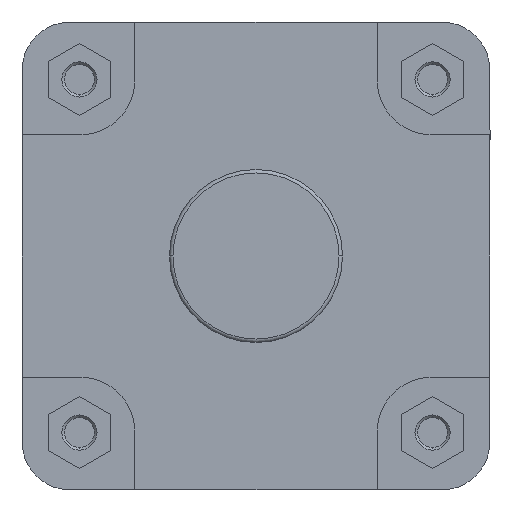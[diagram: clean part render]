
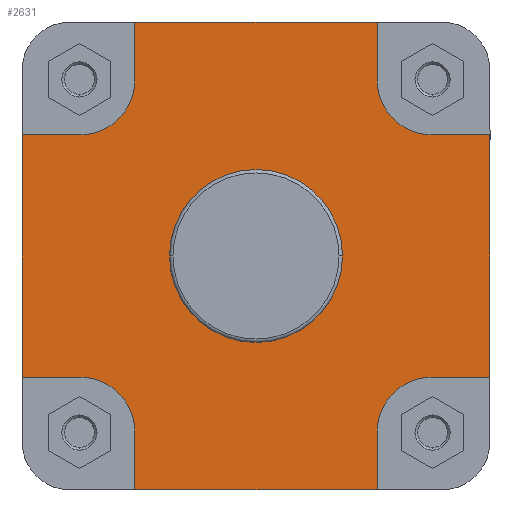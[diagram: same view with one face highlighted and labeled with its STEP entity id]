
A CAD part, left-side view. The second image highlights one B-rep face of the part: STEP entity #2631.
In plain terms, the highlighted planar face has unit normal (-1, 0, 0).
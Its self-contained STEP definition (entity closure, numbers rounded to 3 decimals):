
#33 = LINE ( 'NONE', #6800, #35 ) ;
#35 = VECTOR ( 'NONE', #6808, 1000. ) ;
#44 = LINE ( 'NONE', #6822, #45 ) ;
#45 = VECTOR ( 'NONE', #6823, 1000. ) ;
#47 = VECTOR ( 'NONE', #6838, 1000. ) ;
#48 = VECTOR ( 'NONE', #6833, 1000. ) ;
#49 = CIRCLE ( 'NONE', #5080, 49.9 ) ;
#50 = LINE ( 'NONE', #6826, #48 ) ;
#51 = CIRCLE ( 'NONE', #5079, 31. ) ;
#52 = LINE ( 'NONE', #6837, #55 ) ;
#53 = LINE ( 'NONE', #6832, #47 ) ;
#54 = CIRCLE ( 'NONE', #5081, 31. ) ;
#55 = VECTOR ( 'NONE', #6839, 1000. ) ;
#56 = VECTOR ( 'NONE', #6847, 1000. ) ;
#57 = LINE ( 'NONE', #6841, #58 ) ;
#58 = VECTOR ( 'NONE', #6842, 1000. ) ;
#59 = LINE ( 'NONE', #6846, #62 ) ;
#60 = LINE ( 'NONE', #6840, #56 ) ;
#61 = CIRCLE ( 'NONE', #5083, 31. ) ;
#62 = VECTOR ( 'NONE', #6848, 1000. ) ;
#63 = VECTOR ( 'NONE', #6856, 1000. ) ;
#64 = LINE ( 'NONE', #6850, #65 ) ;
#65 = VECTOR ( 'NONE', #6851, 1000. ) ;
#66 = LINE ( 'NONE', #6855, #69 ) ;
#67 = LINE ( 'NONE', #6849, #63 ) ;
#68 = CIRCLE ( 'NONE', #5084, 31. ) ;
#69 = VECTOR ( 'NONE', #6858, 1000. ) ;
#71 = LINE ( 'NONE', #6860, #72 ) ;
#72 = VECTOR ( 'NONE', #6861, 1000. ) ;
#765 = CIRCLE ( 'NONE', #5234, 49.9 ) ;
#1067 = CARTESIAN_POINT ( 'NONE',  ( 14., -49.9, 0. ) ) ;
#1809 = CARTESIAN_POINT ( 'NONE',  ( 14., 0., 0. ) ) ;
#1810 = DIRECTION ( 'NONE',  ( -1., 0., 0. ) ) ;
#1811 = DIRECTION ( 'NONE',  ( 0., -1., 0. ) ) ;
#1953 = CARTESIAN_POINT ( 'NONE',  ( 14., 101., 70. ) ) ;
#1956 = CARTESIAN_POINT ( 'NONE',  ( 14., -70., 135. ) ) ;
#1974 = CARTESIAN_POINT ( 'NONE',  ( 14., 135., -70. ) ) ;
#1977 = CARTESIAN_POINT ( 'NONE',  ( 14., 135., 70. ) ) ;
#1978 = CARTESIAN_POINT ( 'NONE',  ( 14., 70., 101. ) ) ;
#1979 = CARTESIAN_POINT ( 'NONE',  ( 14., 70., 135. ) ) ;
#1980 = CARTESIAN_POINT ( 'NONE',  ( 14., -70., 101. ) ) ;
#1981 = CARTESIAN_POINT ( 'NONE',  ( 14., -101., 70. ) ) ;
#1982 = CARTESIAN_POINT ( 'NONE',  ( 14., -135., 70. ) ) ;
#1983 = CARTESIAN_POINT ( 'NONE',  ( 14., -135., -70. ) ) ;
#1984 = CARTESIAN_POINT ( 'NONE',  ( 14., -101., -70. ) ) ;
#1985 = CARTESIAN_POINT ( 'NONE',  ( 14., -70., -101. ) ) ;
#1986 = CARTESIAN_POINT ( 'NONE',  ( 14., -70., -135. ) ) ;
#1987 = CARTESIAN_POINT ( 'NONE',  ( 14., 70., -135. ) ) ;
#1988 = CARTESIAN_POINT ( 'NONE',  ( 14., 101., -70. ) ) ;
#1989 = CARTESIAN_POINT ( 'NONE',  ( 14., 70., -101. ) ) ;
#2631 = ADVANCED_FACE ( 'NONE', ( #3695, #3698 ), #6562, .F. ) ;
#3020 = EDGE_LOOP ( 'NONE', ( #3126, #3125 ) ) ;
#3038 = EDGE_LOOP ( 'NONE', ( #3124, #3123, #3122, #3121, #3120, #3119, #3118, #3117, #3116, #3115, #3114, #3113, #3112, #3111, #3110, #3109 ) ) ;
#3109 = ORIENTED_EDGE ( 'NONE', *, *, #4052, .F. ) ;
#3110 = ORIENTED_EDGE ( 'NONE', *, *, #4051, .F. ) ;
#3111 = ORIENTED_EDGE ( 'NONE', *, *, #4050, .F. ) ;
#3112 = ORIENTED_EDGE ( 'NONE', *, *, #4049, .F. ) ;
#3113 = ORIENTED_EDGE ( 'NONE', *, *, #4048, .F. ) ;
#3114 = ORIENTED_EDGE ( 'NONE', *, *, #4047, .F. ) ;
#3115 = ORIENTED_EDGE ( 'NONE', *, *, #4046, .F. ) ;
#3116 = ORIENTED_EDGE ( 'NONE', *, *, #4045, .F. ) ;
#3117 = ORIENTED_EDGE ( 'NONE', *, *, #4044, .F. ) ;
#3118 = ORIENTED_EDGE ( 'NONE', *, *, #4043, .T. ) ;
#3119 = ORIENTED_EDGE ( 'NONE', *, *, #4042, .F. ) ;
#3120 = ORIENTED_EDGE ( 'NONE', *, *, #4041, .F. ) ;
#3121 = ORIENTED_EDGE ( 'NONE', *, *, #4036, .F. ) ;
#3122 = ORIENTED_EDGE ( 'NONE', *, *, #4040, .T. ) ;
#3123 = ORIENTED_EDGE ( 'NONE', *, *, #4030, .F. ) ;
#3124 = ORIENTED_EDGE ( 'NONE', *, *, #4039, .F. ) ;
#3125 = ORIENTED_EDGE ( 'NONE', *, *, #4038, .F. ) ;
#3126 = ORIENTED_EDGE ( 'NONE', *, *, #4723, .F. ) ;
#3695 = FACE_BOUND ( 'NONE', #3020, .T. ) ;
#3698 = FACE_OUTER_BOUND ( 'NONE', #3038, .T. ) ;
#3790 = VERTEX_POINT ( 'NONE', #6749 ) ;
#4030 = EDGE_CURVE ( 'NONE', #5380, #5382, #33, .T. ) ;
#4036 = EDGE_CURVE ( 'NONE', #5378, #5379, #44, .T. ) ;
#4038 = EDGE_CURVE ( 'NONE', #3790, #4187, #49, .T. ) ;
#4039 = EDGE_CURVE ( 'NONE', #5382, #5381, #51, .T. ) ;
#4040 = EDGE_CURVE ( 'NONE', #5380, #5379, #50, .T. ) ;
#4041 = EDGE_CURVE ( 'NONE', #5377, #5378, #54, .T. ) ;
#4042 = EDGE_CURVE ( 'NONE', #5376, #5377, #53, .T. ) ;
#4043 = EDGE_CURVE ( 'NONE', #5376, #5375, #52, .T. ) ;
#4044 = EDGE_CURVE ( 'NONE', #5374, #5375, #57, .T. ) ;
#4045 = EDGE_CURVE ( 'NONE', #5373, #5374, #61, .T. ) ;
#4046 = EDGE_CURVE ( 'NONE', #5372, #5373, #60, .T. ) ;
#4047 = EDGE_CURVE ( 'NONE', #5371, #5372, #59, .T. ) ;
#4048 = EDGE_CURVE ( 'NONE', #5369, #5371, #64, .T. ) ;
#4049 = EDGE_CURVE ( 'NONE', #5368, #5369, #68, .T. ) ;
#4050 = EDGE_CURVE ( 'NONE', #5367, #5368, #67, .T. ) ;
#4051 = EDGE_CURVE ( 'NONE', #5366, #5367, #66, .T. ) ;
#4052 = EDGE_CURVE ( 'NONE', #5381, #5366, #71, .T. ) ;
#4187 = VERTEX_POINT ( 'NONE', #1067 ) ;
#4723 = EDGE_CURVE ( 'NONE', #4187, #3790, #765, .T. ) ;
#5018 = AXIS2_PLACEMENT_3D ( 'NONE', #6561, #6563, #6564 ) ;
#5079 = AXIS2_PLACEMENT_3D ( 'NONE', #6829, #6830, #6831 ) ;
#5080 = AXIS2_PLACEMENT_3D ( 'NONE', #6824, #6827, #6828 ) ;
#5081 = AXIS2_PLACEMENT_3D ( 'NONE', #6834, #6835, #6836 ) ;
#5083 = AXIS2_PLACEMENT_3D ( 'NONE', #6843, #6844, #6845 ) ;
#5084 = AXIS2_PLACEMENT_3D ( 'NONE', #6852, #6853, #6854 ) ;
#5234 = AXIS2_PLACEMENT_3D ( 'NONE', #1809, #1810, #1811 ) ;
#5366 = VERTEX_POINT ( 'NONE', #1974 ) ;
#5367 = VERTEX_POINT ( 'NONE', #1977 ) ;
#5368 = VERTEX_POINT ( 'NONE', #1953 ) ;
#5369 = VERTEX_POINT ( 'NONE', #1978 ) ;
#5371 = VERTEX_POINT ( 'NONE', #1979 ) ;
#5372 = VERTEX_POINT ( 'NONE', #1956 ) ;
#5373 = VERTEX_POINT ( 'NONE', #1980 ) ;
#5374 = VERTEX_POINT ( 'NONE', #1981 ) ;
#5375 = VERTEX_POINT ( 'NONE', #1982 ) ;
#5376 = VERTEX_POINT ( 'NONE', #1983 ) ;
#5377 = VERTEX_POINT ( 'NONE', #1984 ) ;
#5378 = VERTEX_POINT ( 'NONE', #1985 ) ;
#5379 = VERTEX_POINT ( 'NONE', #1986 ) ;
#5380 = VERTEX_POINT ( 'NONE', #1987 ) ;
#5381 = VERTEX_POINT ( 'NONE', #1988 ) ;
#5382 = VERTEX_POINT ( 'NONE', #1989 ) ;
#6561 = CARTESIAN_POINT ( 'NONE',  ( 14., 49.9, 0. ) ) ;
#6562 = PLANE ( 'NONE',  #5018 ) ;
#6563 = DIRECTION ( 'NONE',  ( 1., 0., 0. ) ) ;
#6564 = DIRECTION ( 'NONE',  ( 0., 1., 0. ) ) ;
#6749 = CARTESIAN_POINT ( 'NONE',  ( 14., 49.9, 0. ) ) ;
#6800 = CARTESIAN_POINT ( 'NONE',  ( 14., 70., -135. ) ) ;
#6808 = DIRECTION ( 'NONE',  ( 0., 0., 1. ) ) ;
#6822 = CARTESIAN_POINT ( 'NONE',  ( 14., -70., -101. ) ) ;
#6823 = DIRECTION ( 'NONE',  ( 0., 0., -1. ) ) ;
#6824 = CARTESIAN_POINT ( 'NONE',  ( 14., 0., 0. ) ) ;
#6826 = CARTESIAN_POINT ( 'NONE',  ( 14., -297.141, -135. ) ) ;
#6827 = DIRECTION ( 'NONE',  ( -1., 0., 0. ) ) ;
#6828 = DIRECTION ( 'NONE',  ( 0., -1., 0. ) ) ;
#6829 = CARTESIAN_POINT ( 'NONE',  ( 14., 101., -101. ) ) ;
#6830 = DIRECTION ( 'NONE',  ( -1., 0., 0. ) ) ;
#6831 = DIRECTION ( 'NONE',  ( 0., 1., 0. ) ) ;
#6832 = CARTESIAN_POINT ( 'NONE',  ( 14., -135., -70. ) ) ;
#6833 = DIRECTION ( 'NONE',  ( 0., -1., 0. ) ) ;
#6834 = CARTESIAN_POINT ( 'NONE',  ( 14., -101., -101. ) ) ;
#6835 = DIRECTION ( 'NONE',  ( -1., 0., 0. ) ) ;
#6836 = DIRECTION ( 'NONE',  ( 0., 0., -1. ) ) ;
#6837 = CARTESIAN_POINT ( 'NONE',  ( 14., -135., 0. ) ) ;
#6838 = DIRECTION ( 'NONE',  ( 0., 1., 0. ) ) ;
#6839 = DIRECTION ( 'NONE',  ( 0., 0., 1. ) ) ;
#6840 = CARTESIAN_POINT ( 'NONE',  ( 14., -70., 135. ) ) ;
#6841 = CARTESIAN_POINT ( 'NONE',  ( 14., -101., 70. ) ) ;
#6842 = DIRECTION ( 'NONE',  ( 0., -1., 0. ) ) ;
#6843 = CARTESIAN_POINT ( 'NONE',  ( 14., -101., 101. ) ) ;
#6844 = DIRECTION ( 'NONE',  ( -1., 0., 0. ) ) ;
#6845 = DIRECTION ( 'NONE',  ( 0., -1., 0. ) ) ;
#6846 = CARTESIAN_POINT ( 'NONE',  ( 14., -297.141, 135. ) ) ;
#6847 = DIRECTION ( 'NONE',  ( 0., 0., -1. ) ) ;
#6848 = DIRECTION ( 'NONE',  ( 0., -1., 0. ) ) ;
#6849 = CARTESIAN_POINT ( 'NONE',  ( 14., 135., 70. ) ) ;
#6850 = CARTESIAN_POINT ( 'NONE',  ( 14., 70., 101. ) ) ;
#6851 = DIRECTION ( 'NONE',  ( 0., 0., 1. ) ) ;
#6852 = CARTESIAN_POINT ( 'NONE',  ( 14., 101., 101. ) ) ;
#6853 = DIRECTION ( 'NONE',  ( -1., 0., 0. ) ) ;
#6854 = DIRECTION ( 'NONE',  ( 0., 0., 1. ) ) ;
#6855 = CARTESIAN_POINT ( 'NONE',  ( 14., 135., 0. ) ) ;
#6856 = DIRECTION ( 'NONE',  ( 0., -1., 0. ) ) ;
#6858 = DIRECTION ( 'NONE',  ( 0., 0., 1. ) ) ;
#6860 = CARTESIAN_POINT ( 'NONE',  ( 14., 101., -70. ) ) ;
#6861 = DIRECTION ( 'NONE',  ( 0., 1., 0. ) ) ;
